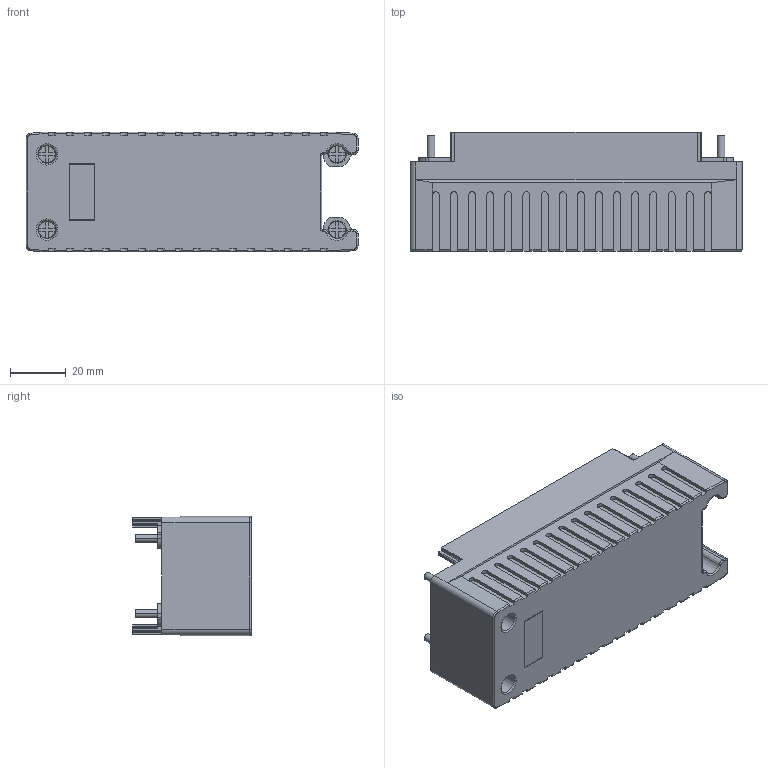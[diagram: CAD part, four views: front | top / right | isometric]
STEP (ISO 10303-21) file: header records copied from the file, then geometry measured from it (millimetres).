
FILE_DESCRIPTION((''),'2;1');
FILE_NAME('CV-24B','2017-09-22T',('tl.yang'),(''),'PRO/ENGINEER BY PARAMETRIC TECHNOLOGY CORPORATION, 2011500','PRO/ENGINEER BY PARAMETRIC TECHNOLOGY CORPORATION, 2011500','');
FILE_SCHEMA(('CONFIG_CONTROL_DESIGN'));
Length unit declared in the file: millimetre
Products named in the file (1): CV-24B
Bounding box: 119 x 42.6 x 43 mm (x, y, z)
Volume: 45352.7 mm3; surface area: 39421.1 mm2
Topology: 1 solids, 1 shells, 620 faces, 1757 edges, 1142 vertices
Faces by surface type: plane 389, cylinder 166, cone 32, torus 18, bspline 9, sphere 6
Entity records: 20432 total; most frequent: CARTESIAN_POINT 4022, ORIENTED_EDGE 3514, DIRECTION 3368, EDGE_CURVE 1757, VECTOR 1266, LINE 1266, VERTEX_POINT 1142, AXIS2_PLACEMENT_3D 1051
